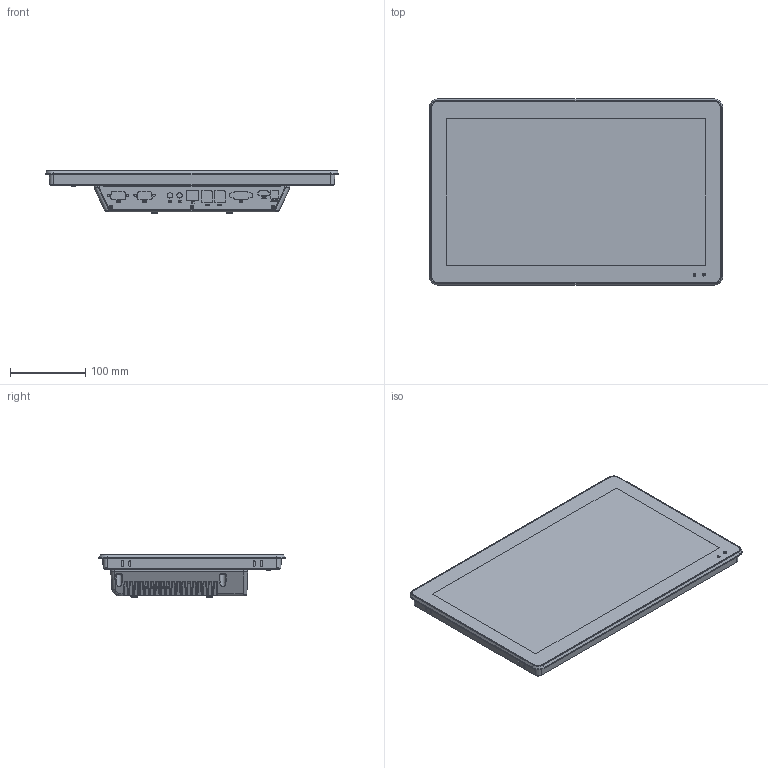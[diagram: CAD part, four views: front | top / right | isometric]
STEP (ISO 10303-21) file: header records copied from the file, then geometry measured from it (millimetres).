
FILE_DESCRIPTION (( 'STEP AP214' ), '1' );
FILE_NAME ('QY-P5156 蚾饜极002俋楷.STEP', '2023-06-10T05:41:16', ( '' ), ( '' ), 'SwSTEP 2.0', 'SolidWorks 2018', '' );
FILE_SCHEMA (( 'AUTOMOTIVE_DESIGN' ));
Length unit declared in the file: millimetre
Products named in the file (6): QY-P5000后壳模具 正式版实心; QY-P5156嘐隅啣02; P5000-8257UTA-6C1L結啣2揹; QY-P8156 醱啣耀撿俋楷03; QY-P5156 蚾饜极002俋楷; QY-P8156 电容触摸屏
Assembly tree (5 placements, depth 2):
  QY-P5156 蚾饜极002俋楷
    QY-P8156 醱啣耀撿俋楷03
    QY-P8156 电容触摸屏
    QY-P5156嘐隅啣02
    QY-P5000后壳模具 正式版实心
    P5000-8257UTA-6C1L結啣2揹
Bounding box: 390 x 247.6 x 57 mm (x, y, z)
Volume: 2912017.8 mm3; surface area: 787248.6 mm2
Topology: 5 solids, 5 shells, 4242 faces, 10489 edges, 6152 vertices
Faces by surface type: cylinder 1488, plane 1245, bspline 1083, cone 204, sphere 136, torus 86
Entity records: 150529 total; most frequent: CARTESIAN_POINT 59006, ORIENTED_EDGE 20508, DIRECTION 17000, EDGE_CURVE 10254, VERTEX_POINT 6152, AXIS2_PLACEMENT_3D 5996, VECTOR 5008, LINE 5008
